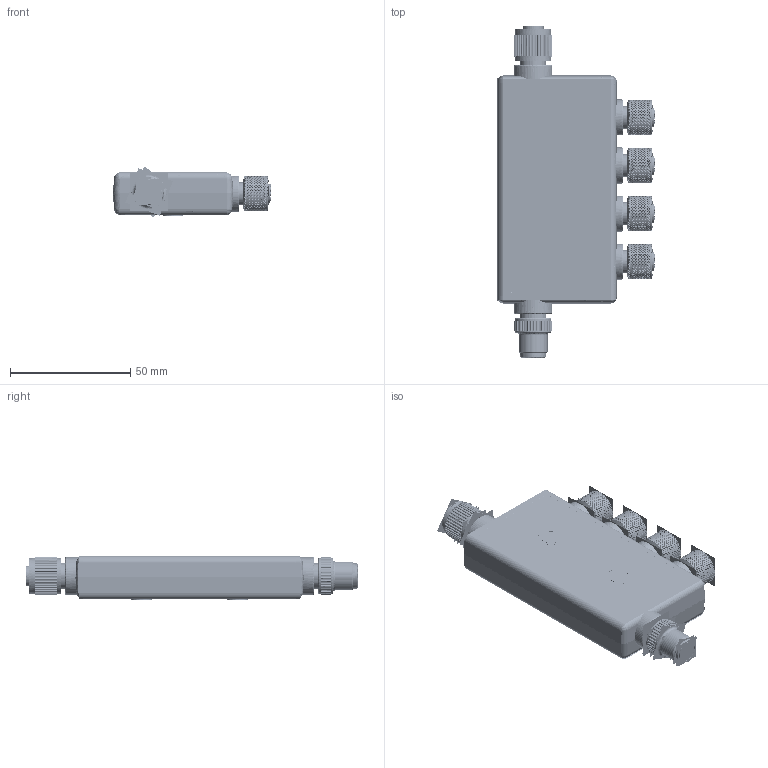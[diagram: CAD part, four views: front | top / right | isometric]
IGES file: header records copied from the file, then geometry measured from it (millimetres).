
Start section:  PTC IGES file: 249260_sm01.igs
Global section: file name: 249260_sm01.igs; native system: Creo Parametric by PTC Inc.; preprocessor: 2022414; author: banengservice; organization: Unknown; date: 20250530.125018; units: millimetre
Bounding box: 65.74 x 138.2 x 21.01 mm (x, y, z)
Surface area: 140104.7 mm2 (no closed solid volume)
Topology: 0 solids, 289 shells, 32162 faces, 141935 edges, 168395 vertices
Faces by surface type: bspline 24822, revolution 7340
